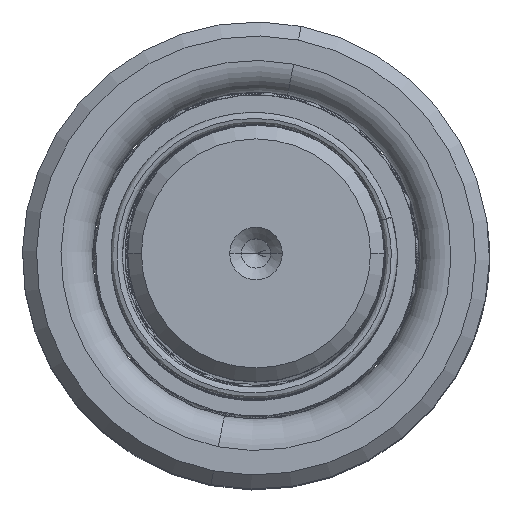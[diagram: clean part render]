
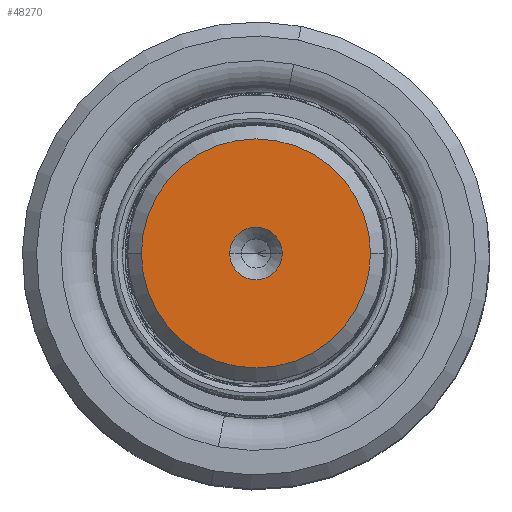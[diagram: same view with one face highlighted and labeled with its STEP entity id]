
A CAD part, top view. The second image highlights one B-rep face of the part: STEP entity #48270.
In plain terms, the highlighted planar face has unit normal (0, 0, 1).
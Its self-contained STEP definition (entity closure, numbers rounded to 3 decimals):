
#2471 = VERTEX_POINT ( 'NONE', #38645 ) ;
#2937 = DIRECTION ( 'NONE',  ( 0., 0., 1. ) ) ;
#3446 = DIRECTION ( 'NONE',  ( 0., 0., 1. ) ) ;
#3942 = DIRECTION ( 'NONE',  ( 1., 0., 0. ) ) ;
#4182 = DIRECTION ( 'NONE',  ( 1., 0., 0. ) ) ;
#7772 = CIRCLE ( 'NONE', #21658, 2.25 ) ;
#8463 = DIRECTION ( 'NONE',  ( 0., 0., 1. ) ) ;
#8475 = AXIS2_PLACEMENT_3D ( 'NONE', #47084, #8463, #23919 ) ;
#9309 = CIRCLE ( 'NONE', #10567, 9.809 ) ;
#9789 = AXIS2_PLACEMENT_3D ( 'NONE', #26125, #2937, #26465 ) ;
#10567 = AXIS2_PLACEMENT_3D ( 'NONE', #15608, #3446, #3942 ) ;
#10570 = FACE_OUTER_BOUND ( 'NONE', #46414, .T. ) ;
#10763 = DIRECTION ( 'NONE',  ( 0., 0., 1. ) ) ;
#10828 = EDGE_CURVE ( 'NONE', #2471, #13134, #7772, .T. ) ;
#10933 = DIRECTION ( 'NONE',  ( 1., 0., 0. ) ) ;
#11143 = VERTEX_POINT ( 'NONE', #32406 ) ;
#12248 = ORIENTED_EDGE ( 'NONE', *, *, #44674, .T. ) ;
#12265 = CARTESIAN_POINT ( 'NONE',  ( 2.25, 0., 150. ) ) ;
#13134 = VERTEX_POINT ( 'NONE', #12265 ) ;
#13332 = VERTEX_POINT ( 'NONE', #28858 ) ;
#14502 = CARTESIAN_POINT ( 'NONE',  ( 0., 0., 150. ) ) ;
#15104 = PLANE ( 'NONE',  #9789 ) ;
#15608 = CARTESIAN_POINT ( 'NONE',  ( 0., 0., 150. ) ) ;
#21658 = AXIS2_PLACEMENT_3D ( 'NONE', #46326, #38889, #4182 ) ;
#22624 = AXIS2_PLACEMENT_3D ( 'NONE', #14502, #10763, #10933 ) ;
#23919 = DIRECTION ( 'NONE',  ( 1., 0., 0. ) ) ;
#26125 = CARTESIAN_POINT ( 'NONE',  ( 0., 0., 150. ) ) ;
#26465 = DIRECTION ( 'NONE',  ( 1., 0., 0. ) ) ;
#28123 = EDGE_CURVE ( 'NONE', #13332, #11143, #9309, .T. ) ;
#28858 = CARTESIAN_POINT ( 'NONE',  ( 9.809, 0., 150. ) ) ;
#28977 = EDGE_CURVE ( 'NONE', #13134, #2471, #49908, .T. ) ;
#31777 = FACE_BOUND ( 'NONE', #44385, .T. ) ;
#32406 = CARTESIAN_POINT ( 'NONE',  ( -9.809, 0., 150. ) ) ;
#33026 = ORIENTED_EDGE ( 'NONE', *, *, #28977, .F. ) ;
#33796 = ORIENTED_EDGE ( 'NONE', *, *, #10828, .F. ) ;
#37762 = ORIENTED_EDGE ( 'NONE', *, *, #28123, .T. ) ;
#38645 = CARTESIAN_POINT ( 'NONE',  ( -2.25, 0., 150. ) ) ;
#38889 = DIRECTION ( 'NONE',  ( 0., 0., 1. ) ) ;
#44385 = EDGE_LOOP ( 'NONE', ( #33026, #33796 ) ) ;
#44674 = EDGE_CURVE ( 'NONE', #11143, #13332, #48158, .T. ) ;
#46326 = CARTESIAN_POINT ( 'NONE',  ( 0., 0., 150. ) ) ;
#46414 = EDGE_LOOP ( 'NONE', ( #12248, #37762 ) ) ;
#47084 = CARTESIAN_POINT ( 'NONE',  ( 0., 0., 150. ) ) ;
#48158 = CIRCLE ( 'NONE', #8475, 9.809 ) ;
#48270 = ADVANCED_FACE ( 'NONE', ( #31777, #10570 ), #15104, .T. ) ;
#49908 = CIRCLE ( 'NONE', #22624, 2.25 ) ;
